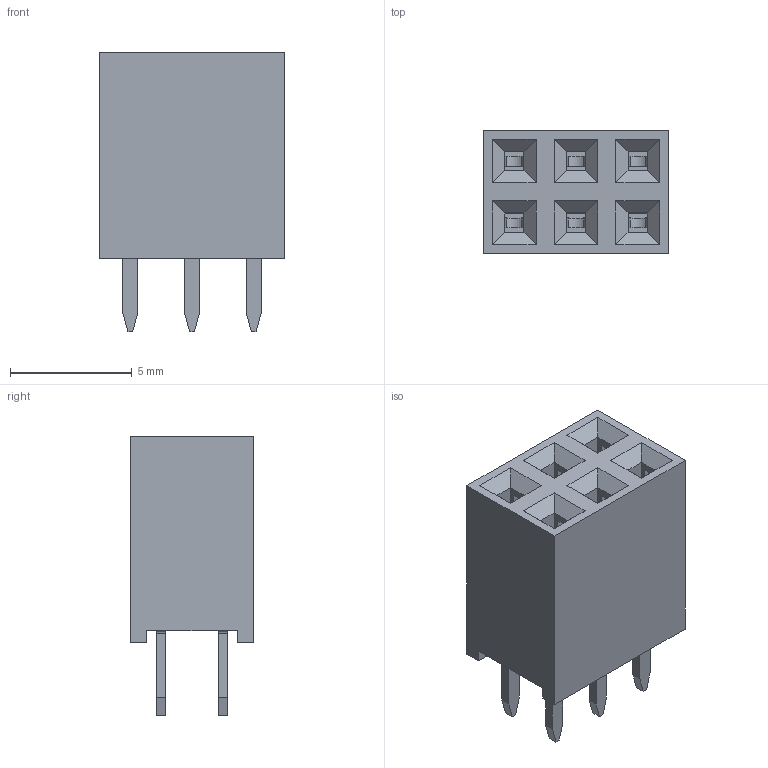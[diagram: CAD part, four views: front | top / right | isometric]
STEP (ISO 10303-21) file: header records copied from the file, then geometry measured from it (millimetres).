
FILE_DESCRIPTION(('STEP AP214'), '1');
FILE_NAME('PBD', '', ('UNSPECIFIED'), ('UNSPECIFIED'), 'ASCON STEP Converter 1.6', 'ASCON Math Kernel', '');
FILE_SCHEMA(('AUTOMOTIVE_DESIGN { 1 0 10303 214 3 1 1}'));
Length unit declared in the file: millimetre
Bounding box: 7.62 x 5.08 x 11.5 mm (x, y, z)
Volume: 288.3 mm3; surface area: 558.8 mm2
Topology: 1 solids, 1 shells, 334 faces, 912 edges, 568 vertices
Faces by surface type: plane 292, cylinder 42
Entity records: 13044 total; most frequent: ORIENTED_EDGE 1824, CARTESIAN_POINT 1815, DIRECTION 1690, EDGE_CURVE 912, LINE 804, VECTOR 804, VERTEX_POINT 568, AXIS2_PLACEMENT_3D 443
